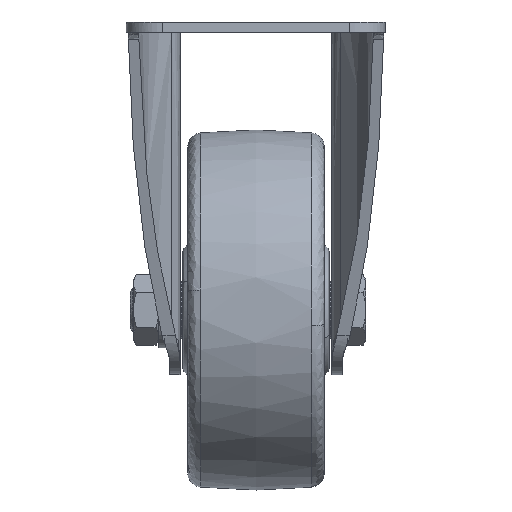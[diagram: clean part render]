
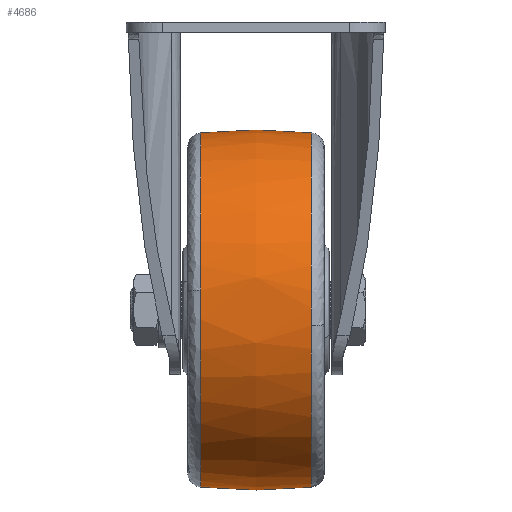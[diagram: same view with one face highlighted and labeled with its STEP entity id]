
A CAD part, left-side view. The second image highlights one B-rep face of the part: STEP entity #4686.
In plain terms, the highlighted free-form (B-spline) face has degree [2, 2] with [5, 7] control points.
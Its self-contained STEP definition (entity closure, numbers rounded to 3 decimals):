
#4380=CARTESIAN_POINT('',(0.0,15.411,-30.794));
#4381=VERTEX_POINT('',#4380);
#4412=CARTESIAN_POINT('',(-48.892,15.411,-74.447));
#4413=VERTEX_POINT('',#4412);
#4427=CARTESIAN_POINT('',(0.0,15.411,-30.794));
#4428=CARTESIAN_POINT('',(-43.934,15.411,-30.794));
#4429=CARTESIAN_POINT('',(-48.892,15.411,-74.447));
#4437=(BOUNDED_CURVE()B_SPLINE_CURVE(2,(#4427,#4428,#4429),.UNSPECIFIED.,.F.,.U.)B_SPLINE_CURVE_WITH_KNOTS((3,3),(0.5,0.73),.UNSPECIFIED.)CURVE()GEOMETRIC_REPRESENTATION_ITEM()RATIONAL_B_SPLINE_CURVE((1.0,0.73,0.958))REPRESENTATION_ITEM(''));
#4438=EDGE_CURVE('',#4381,#4413,#4437,.T.);
#4472=CARTESIAN_POINT('',(0.0,15.411,-129.206));
#4473=VERTEX_POINT('',#4472);
#4487=CARTESIAN_POINT('',(-48.892,15.411,-74.447));
#4488=CARTESIAN_POINT('',(-49.206,15.411,-77.214));
#4489=CARTESIAN_POINT('',(-49.206,15.411,-80.));
#4490=CARTESIAN_POINT('',(-49.206,15.411,-129.206));
#4491=CARTESIAN_POINT('',(0.0,15.411,-129.206));
#4499=(BOUNDED_CURVE()B_SPLINE_CURVE(2,(#4487,#4488,#4489,#4490,#4491),.UNSPECIFIED.,.F.,.U.)B_SPLINE_CURVE_WITH_KNOTS((3,2,3),(0.73,0.75,1.0),.UNSPECIFIED.)CURVE()GEOMETRIC_REPRESENTATION_ITEM()RATIONAL_B_SPLINE_CURVE((0.958,0.977,1.0,0.707,1.0))REPRESENTATION_ITEM(''));
#4500=EDGE_CURVE('',#4413,#4473,#4499,.T.);
#4552=CARTESIAN_POINT('',(0.0,-15.411,-129.206));
#4553=VERTEX_POINT('',#4552);
#4554=CARTESIAN_POINT('',(0.0,-15.411,-129.206));
#4555=CARTESIAN_POINT('',(0.0,-11.412,-129.619));
#4556=CARTESIAN_POINT('',(0.0,-1.132,-130.265));
#4557=CARTESIAN_POINT('',(0.0,9.172,-129.851));
#4558=CARTESIAN_POINT('',(0.0,15.411,-129.206));
#4559=B_SPLINE_CURVE_WITH_KNOTS('',3,(#4554,#4555,#4556,#4557,#4558),.UNSPECIFIED.,.F.,.U.,(4,1,4),(0.,12.061,30.876),.UNSPECIFIED.);
#4560=EDGE_CURVE('',#4553,#4473,#4559,.T.);
#4564=CARTESIAN_POINT('',(0.0,-15.411,-30.794));
#4565=VERTEX_POINT('',#4564);
#4566=CARTESIAN_POINT('',(0.0,-15.411,-30.794));
#4567=CARTESIAN_POINT('',(0.0,-9.172,-30.149));
#4568=CARTESIAN_POINT('',(0.0,1.132,-29.735));
#4569=CARTESIAN_POINT('',(0.0,11.412,-30.381));
#4570=CARTESIAN_POINT('',(0.0,15.411,-30.794));
#4571=B_SPLINE_CURVE_WITH_KNOTS('',3,(#4566,#4567,#4568,#4569,#4570),.UNSPECIFIED.,.F.,.U.,(4,1,4),(0.,18.815,30.876),.UNSPECIFIED.);
#4572=EDGE_CURVE('',#4565,#4381,#4571,.T.);
#4607=CARTESIAN_POINT('',(1.371,-16.96,-30.962));
#4608=CARTESIAN_POINT('',(1.398,-8.507,-30.));
#4609=CARTESIAN_POINT('',(1.398,0.,-30.));
#4610=CARTESIAN_POINT('',(1.398,8.507,-30.));
#4611=CARTESIAN_POINT('',(1.371,16.96,-30.962));
#4612=CARTESIAN_POINT('',(0.689,-16.96,-30.962));
#4613=CARTESIAN_POINT('',(0.703,-8.507,-30.));
#4614=CARTESIAN_POINT('',(0.703,0.,-30.));
#4615=CARTESIAN_POINT('',(0.703,8.507,-30.));
#4616=CARTESIAN_POINT('',(0.689,16.96,-30.962));
#4617=CARTESIAN_POINT('',(-49.038,-16.96,-30.962));
#4618=CARTESIAN_POINT('',(-50.,-8.507,-30.));
#4619=CARTESIAN_POINT('',(-50.,0.,-30.));
#4620=CARTESIAN_POINT('',(-50.,8.507,-30.));
#4621=CARTESIAN_POINT('',(-49.038,16.96,-30.962));
#4622=CARTESIAN_POINT('',(-49.038,-16.96,-80.));
#4623=CARTESIAN_POINT('',(-50.,-8.507,-80.));
#4624=CARTESIAN_POINT('',(-50.,0.,-80.0));
#4625=CARTESIAN_POINT('',(-50.,8.507,-80.));
#4626=CARTESIAN_POINT('',(-49.038,16.96,-80.));
#4627=CARTESIAN_POINT('',(-49.038,-16.96,-129.038));
#4628=CARTESIAN_POINT('',(-50.,-8.507,-130.0));
#4629=CARTESIAN_POINT('',(-50.,0.,-130.0));
#4630=CARTESIAN_POINT('',(-50.,8.507,-130.0));
#4631=CARTESIAN_POINT('',(-49.038,16.96,-129.038));
#4632=CARTESIAN_POINT('',(0.689,-16.96,-129.038));
#4633=CARTESIAN_POINT('',(0.703,-8.507,-130.));
#4634=CARTESIAN_POINT('',(0.703,0.,-130.));
#4635=CARTESIAN_POINT('',(0.703,8.507,-130.));
#4636=CARTESIAN_POINT('',(0.689,16.96,-129.038));
#4637=CARTESIAN_POINT('',(1.371,-16.96,-129.038));
#4638=CARTESIAN_POINT('',(1.398,-8.507,-130.0));
#4639=CARTESIAN_POINT('',(1.398,0.,-130.));
#4640=CARTESIAN_POINT('',(1.398,8.507,-130.0));
#4641=CARTESIAN_POINT('',(1.371,16.96,-129.038));
#4649=(BOUNDED_SURFACE()B_SPLINE_SURFACE(2,2,((#4607,#4612,#4617,#4622,#4627,#4632,#4637),(#4608,#4613,#4618,#4623,#4628,#4633,#4638),(#4609,#4614,#4619,#4624,#4629,#4634,#4639),(#4610,#4615,#4620,#4625,#4630,#4635,#4640),(#4611,#4616,#4621,#4626,#4631,#4636,#4641)),.UNSPECIFIED.,.F.,.F.,.U.)B_SPLINE_SURFACE_WITH_KNOTS((3,2,3),(3,1,2,1,3),(0.0,17.165,34.33),(0.0,1.657,84.5,167.342,168.999),.UNSPECIFIED.)GEOMETRIC_REPRESENTATION_ITEM()RATIONAL_B_SPLINE_SURFACE(((0.991,0.985,0.693,0.979,0.693,0.985,0.991),(1.,0.994,0.699,0.988,0.699,0.994,1.),(1.012,1.006,0.707,1.0,0.707,1.006,1.012),(1.,0.994,0.699,0.988,0.699,0.994,1.),(0.991,0.985,0.693,0.979,0.693,0.985,0.991)))REPRESENTATION_ITEM('')SURFACE());
#4650=ORIENTED_EDGE('',*,*,#4560,.F.);
#4651=CARTESIAN_POINT('',(-49.016,-15.411,-84.323));
#4652=VERTEX_POINT('',#4651);
#4653=CARTESIAN_POINT('',(-49.016,-15.411,-84.323));
#4654=CARTESIAN_POINT('',(-45.058,-15.411,-129.206));
#4655=CARTESIAN_POINT('',(0.0,-15.411,-129.206));
#4663=(BOUNDED_CURVE()B_SPLINE_CURVE(2,(#4653,#4654,#4655),.UNSPECIFIED.,.F.,.U.)B_SPLINE_CURVE_WITH_KNOTS((3,3),(0.765,1.0),.UNSPECIFIED.)CURVE()GEOMETRIC_REPRESENTATION_ITEM()RATIONAL_B_SPLINE_CURVE((0.966,0.725,1.0))REPRESENTATION_ITEM(''));
#4664=EDGE_CURVE('',#4652,#4553,#4663,.T.);
#4665=ORIENTED_EDGE('',*,*,#4664,.F.);
#4666=CARTESIAN_POINT('',(0.0,-15.411,-30.794));
#4667=CARTESIAN_POINT('',(-49.206,-15.411,-30.794));
#4668=CARTESIAN_POINT('',(-49.206,-15.411,-80.));
#4669=CARTESIAN_POINT('',(-49.206,-15.411,-82.166));
#4670=CARTESIAN_POINT('',(-49.016,-15.411,-84.323));
#4678=(BOUNDED_CURVE()B_SPLINE_CURVE(2,(#4666,#4667,#4668,#4669,#4670),.UNSPECIFIED.,.F.,.U.)B_SPLINE_CURVE_WITH_KNOTS((3,2,3),(0.5,0.75,0.765),.UNSPECIFIED.)CURVE()GEOMETRIC_REPRESENTATION_ITEM()RATIONAL_B_SPLINE_CURVE((1.0,0.707,1.0,0.982,0.966))REPRESENTATION_ITEM(''));
#4679=EDGE_CURVE('',#4565,#4652,#4678,.T.);
#4680=ORIENTED_EDGE('',*,*,#4679,.F.);
#4681=ORIENTED_EDGE('',*,*,#4572,.T.);
#4682=ORIENTED_EDGE('',*,*,#4438,.T.);
#4683=ORIENTED_EDGE('',*,*,#4500,.T.);
#4684=EDGE_LOOP('',(#4650,#4665,#4680,#4681,#4682,#4683));
#4685=FACE_OUTER_BOUND('',#4684,.T.);
#4686=ADVANCED_FACE('',(#4685),#4649,.T.);
